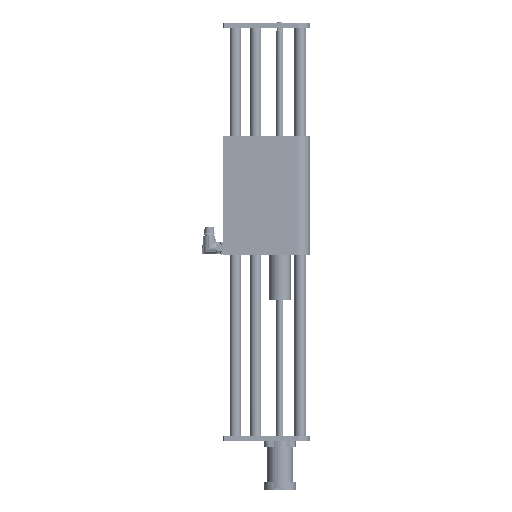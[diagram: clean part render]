
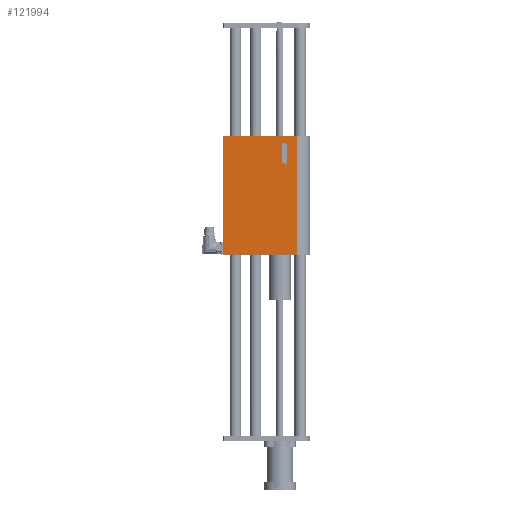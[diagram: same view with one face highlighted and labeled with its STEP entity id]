
A CAD part, left-side view. The second image highlights one B-rep face of the part: STEP entity #121994.
In plain terms, the highlighted planar face has unit normal (-1, 0, 0).
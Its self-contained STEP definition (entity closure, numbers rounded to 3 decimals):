
#1180 = CARTESIAN_POINT ( 'NONE',  ( -22.5, 57., -103. ) ) ;
#3130 = VERTEX_POINT ( 'NONE', #8008 ) ;
#3180 = LINE ( 'NONE', #23639, #115828 ) ;
#6302 = CARTESIAN_POINT ( 'NONE',  ( -22.5, -71.5, 103. ) ) ;
#8008 = CARTESIAN_POINT ( 'NONE',  ( -22.5, -46.059, 56.01 ) ) ;
#12803 = ORIENTED_EDGE ( 'NONE', *, *, #126980, .T. ) ;
#17041 = EDGE_LOOP ( 'NONE', ( #22485, #26023, #19722, #100105 ) ) ;
#19377 = ORIENTED_EDGE ( 'NONE', *, *, #84753, .T. ) ;
#19722 = ORIENTED_EDGE ( 'NONE', *, *, #33126, .T. ) ;
#19830 = EDGE_CURVE ( 'NONE', #120828, #107479, #84579, .T. ) ;
#22485 = ORIENTED_EDGE ( 'NONE', *, *, #78237, .F. ) ;
#23236 = LINE ( 'NONE', #54943, #76926 ) ;
#23639 = CARTESIAN_POINT ( 'NONE',  ( -22.5, 57., 103. ) ) ;
#26023 = ORIENTED_EDGE ( 'NONE', *, *, #117418, .T. ) ;
#32032 = DIRECTION ( 'NONE',  ( 0., 0.978, 0.208 ) ) ;
#33126 = EDGE_CURVE ( 'NONE', #102325, #71223, #77982, .T. ) ;
#33335 = CARTESIAN_POINT ( 'NONE',  ( -22.5, 55.5, 103. ) ) ;
#40558 = EDGE_CURVE ( 'NONE', #71223, #63186, #23236, .T. ) ;
#42949 = DIRECTION ( 'NONE',  ( 0., 0., -1. ) ) ;
#43735 = ORIENTED_EDGE ( 'NONE', *, *, #19830, .T. ) ;
#45316 = EDGE_LOOP ( 'NONE', ( #79366, #43735, #12803, #19377 ) ) ;
#45489 = DIRECTION ( 'NONE',  ( 0., 0., 1. ) ) ;
#45650 = EDGE_CURVE ( 'NONE', #71973, #120828, #65090, .T. ) ;
#47084 = LINE ( 'NONE', #112609, #110229 ) ;
#51747 = CARTESIAN_POINT ( 'NONE',  ( -22.5, -71.5, -103. ) ) ;
#53530 = CARTESIAN_POINT ( 'NONE',  ( -22.5, -55.043, 0. ) ) ;
#54943 = CARTESIAN_POINT ( 'NONE',  ( -22.5, -71.5, -103. ) ) ;
#55910 = CARTESIAN_POINT ( 'NONE',  ( -22.5, -20.493, 96.247 ) ) ;
#60226 = VERTEX_POINT ( 'NONE', #33335 ) ;
#63186 = VERTEX_POINT ( 'NONE', #6302 ) ;
#63804 = CARTESIAN_POINT ( 'NONE',  ( -22.5, 55.5, -103. ) ) ;
#65090 = LINE ( 'NONE', #55910, #119777 ) ;
#65323 = DIRECTION ( 'NONE',  ( 0., -1., 0. ) ) ;
#69573 = CARTESIAN_POINT ( 'NONE',  ( -22.5, -55.043, 88.89 ) ) ;
#71223 = VERTEX_POINT ( 'NONE', #51747 ) ;
#71973 = VERTEX_POINT ( 'NONE', #123918 ) ;
#76926 = VECTOR ( 'NONE', #130398, 1000. ) ;
#77982 = LINE ( 'NONE', #1180, #136636 ) ;
#78237 = EDGE_CURVE ( 'NONE', #60226, #63186, #3180, .T. ) ;
#79366 = ORIENTED_EDGE ( 'NONE', *, *, #45650, .T. ) ;
#80902 = VECTOR ( 'NONE', #32032, 1000. ) ;
#84579 = LINE ( 'NONE', #53530, #112216 ) ;
#84753 = EDGE_CURVE ( 'NONE', #3130, #71973, #87088, .T. ) ;
#87088 = LINE ( 'NONE', #130081, #98782 ) ;
#90106 = DIRECTION ( 'NONE',  ( 0., 0., -1. ) ) ;
#94824 = AXIS2_PLACEMENT_3D ( 'NONE', #116687, #117383, #127939 ) ;
#98782 = VECTOR ( 'NONE', #45489, 1000. ) ;
#100105 = ORIENTED_EDGE ( 'NONE', *, *, #40558, .T. ) ;
#102325 = VERTEX_POINT ( 'NONE', #63804 ) ;
#107479 = VERTEX_POINT ( 'NONE', #109871 ) ;
#108142 = DIRECTION ( 'NONE',  ( 0., -0.978, -0.208 ) ) ;
#108887 = LINE ( 'NONE', #117365, #80902 ) ;
#109871 = CARTESIAN_POINT ( 'NONE',  ( -22.5, -55.043, 54.099 ) ) ;
#110229 = VECTOR ( 'NONE', #90106, 1000. ) ;
#112036 = FACE_BOUND ( 'NONE', #45316, .T. ) ;
#112216 = VECTOR ( 'NONE', #42949, 1000. ) ;
#112609 = CARTESIAN_POINT ( 'NONE',  ( -22.5, 55.5, -103. ) ) ;
#115828 = VECTOR ( 'NONE', #133599, 1000. ) ;
#116687 = CARTESIAN_POINT ( 'NONE',  ( -22.5, 57., -103. ) ) ;
#117365 = CARTESIAN_POINT ( 'NONE',  ( -22.5, -13.398, 62.961 ) ) ;
#117383 = DIRECTION ( 'NONE',  ( -1., 0., 0. ) ) ;
#117418 = EDGE_CURVE ( 'NONE', #60226, #102325, #47084, .T. ) ;
#119777 = VECTOR ( 'NONE', #108142, 1000. ) ;
#120828 = VERTEX_POINT ( 'NONE', #69573 ) ;
#121238 = PLANE ( 'NONE',  #94824 ) ;
#121994 = ADVANCED_FACE ( 'NONE', ( #122615, #112036 ), #121238, .T. ) ;
#122615 = FACE_OUTER_BOUND ( 'NONE', #17041, .T. ) ;
#123918 = CARTESIAN_POINT ( 'NONE',  ( -22.5, -46.059, 90.803 ) ) ;
#126980 = EDGE_CURVE ( 'NONE', #107479, #3130, #108887, .T. ) ;
#127939 = DIRECTION ( 'NONE',  ( 0., -1., 0. ) ) ;
#130081 = CARTESIAN_POINT ( 'NONE',  ( -22.5, -46.059, 0. ) ) ;
#130398 = DIRECTION ( 'NONE',  ( 0., 0., 1. ) ) ;
#133599 = DIRECTION ( 'NONE',  ( 0., -1., 0. ) ) ;
#136636 = VECTOR ( 'NONE', #65323, 1000. ) ;
